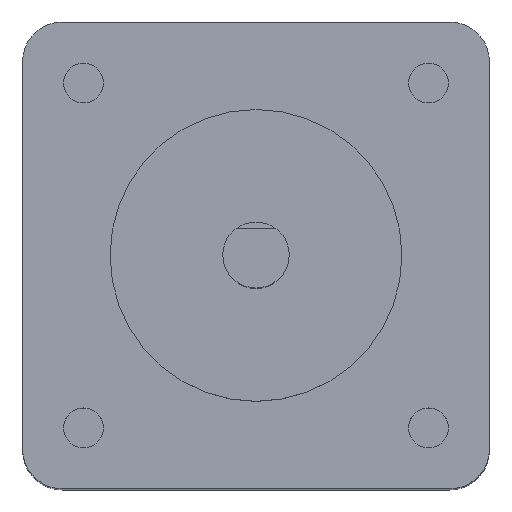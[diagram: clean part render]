
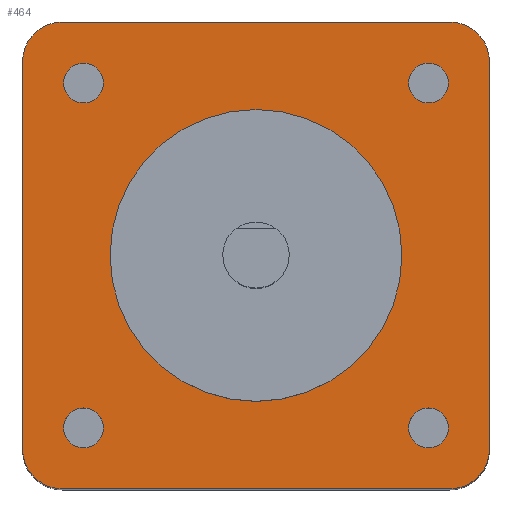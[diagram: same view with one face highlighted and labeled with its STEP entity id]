
A CAD part, top view. The second image highlights one B-rep face of the part: STEP entity #464.
In plain terms, the highlighted planar face has unit normal (0, 0, 1).
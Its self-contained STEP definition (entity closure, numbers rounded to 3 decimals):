
#119=CARTESIAN_POINT('',(11.,-0.,47.5));
#120=VERTEX_POINT('',#119);
#127=CARTESIAN_POINT('',(-11.,-0.,47.5));
#128=VERTEX_POINT('',#127);
#129=CARTESIAN_POINT('',(-0.,-0.,47.5));
#130=DIRECTION('',(0.,0.,1.));
#131=DIRECTION('',(-1.,0.,0.));
#132=AXIS2_PLACEMENT_3D('',#129,#130,#131);
#133=CIRCLE('',#132,11.);
#134=EDGE_CURVE('',#120,#128,#133,.T.);
#161=CARTESIAN_POINT('',(-14.5,-13.,47.5));
#162=VERTEX_POINT('',#161);
#169=CARTESIAN_POINT('',(-11.5,-13.,47.5));
#170=VERTEX_POINT('',#169);
#171=CARTESIAN_POINT('',(-13.,-13.,47.5));
#172=DIRECTION('',(0.,0.,1.));
#173=DIRECTION('',(1.,0.,-0.));
#174=AXIS2_PLACEMENT_3D('',#171,#172,#173);
#175=CIRCLE('',#174,1.5);
#176=EDGE_CURVE('',#162,#170,#175,.T.);
#203=CARTESIAN_POINT('',(11.5,-13.,47.5));
#204=VERTEX_POINT('',#203);
#211=CARTESIAN_POINT('',(14.5,-13.,47.5));
#212=VERTEX_POINT('',#211);
#213=CARTESIAN_POINT('',(13.,-13.,47.5));
#214=DIRECTION('',(0.,0.,1.));
#215=DIRECTION('',(1.,0.,-0.));
#216=AXIS2_PLACEMENT_3D('',#213,#214,#215);
#217=CIRCLE('',#216,1.5);
#218=EDGE_CURVE('',#204,#212,#217,.T.);
#245=CARTESIAN_POINT('',(-14.5,13.,47.5));
#246=VERTEX_POINT('',#245);
#253=CARTESIAN_POINT('',(-11.5,13.,47.5));
#254=VERTEX_POINT('',#253);
#255=CARTESIAN_POINT('',(-13.,13.,47.5));
#256=DIRECTION('',(0.,0.,1.));
#257=DIRECTION('',(1.,0.,-0.));
#258=AXIS2_PLACEMENT_3D('',#255,#256,#257);
#259=CIRCLE('',#258,1.5);
#260=EDGE_CURVE('',#246,#254,#259,.T.);
#287=CARTESIAN_POINT('',(11.5,13.,47.5));
#288=VERTEX_POINT('',#287);
#295=CARTESIAN_POINT('',(14.5,13.,47.5));
#296=VERTEX_POINT('',#295);
#297=CARTESIAN_POINT('',(13.,13.,47.5));
#298=DIRECTION('',(0.,0.,1.));
#299=DIRECTION('',(1.,0.,-0.));
#300=AXIS2_PLACEMENT_3D('',#297,#298,#299);
#301=CIRCLE('',#300,1.5);
#302=EDGE_CURVE('',#288,#296,#301,.T.);
#339=CARTESIAN_POINT('',(17.6,17.6,47.5));
#340=DIRECTION('',(0.,0.,-1.));
#341=DIRECTION('',(-1.,0.,0.));
#342=AXIS2_PLACEMENT_3D('',#339,#340,#341);
#343=PLANE('',#342);
#344=CARTESIAN_POINT('',(14.6,17.6,47.5));
#345=VERTEX_POINT('',#344);
#346=CARTESIAN_POINT('',(-14.6,17.6,47.5));
#347=VERTEX_POINT('',#346);
#348=CARTESIAN_POINT('',(14.6,17.6,47.5));
#349=DIRECTION('',(-1.,0.,0.));
#350=VECTOR('',#349,29.2);
#351=LINE('',#348,#350);
#352=EDGE_CURVE('',#345,#347,#351,.T.);
#353=ORIENTED_EDGE('',*,*,#352,.T.);
#354=CARTESIAN_POINT('',(-17.6,14.6,47.5));
#355=VERTEX_POINT('',#354);
#356=CARTESIAN_POINT('',(-14.6,14.6,47.5));
#357=DIRECTION('',(0.,0.,1.));
#358=DIRECTION('',(-1.,0.,0.));
#359=AXIS2_PLACEMENT_3D('',#356,#357,#358);
#360=CIRCLE('',#359,3.);
#361=EDGE_CURVE('',#347,#355,#360,.T.);
#362=ORIENTED_EDGE('',*,*,#361,.T.);
#363=CARTESIAN_POINT('',(-17.6,-14.6,47.5));
#364=VERTEX_POINT('',#363);
#365=CARTESIAN_POINT('',(-17.6,14.6,47.5));
#366=DIRECTION('',(0.,-1.,0.));
#367=VECTOR('',#366,29.2);
#368=LINE('',#365,#367);
#369=EDGE_CURVE('',#355,#364,#368,.T.);
#370=ORIENTED_EDGE('',*,*,#369,.T.);
#371=CARTESIAN_POINT('',(-14.6,-17.6,47.5));
#372=VERTEX_POINT('',#371);
#373=CARTESIAN_POINT('',(-14.6,-14.6,47.5));
#374=DIRECTION('',(0.,0.,1.));
#375=DIRECTION('',(-1.,0.,0.));
#376=AXIS2_PLACEMENT_3D('',#373,#374,#375);
#377=CIRCLE('',#376,3.);
#378=EDGE_CURVE('',#364,#372,#377,.T.);
#379=ORIENTED_EDGE('',*,*,#378,.T.);
#380=CARTESIAN_POINT('',(14.6,-17.6,47.5));
#381=VERTEX_POINT('',#380);
#382=CARTESIAN_POINT('',(-14.6,-17.6,47.5));
#383=DIRECTION('',(1.,0.,-0.));
#384=VECTOR('',#383,29.2);
#385=LINE('',#382,#384);
#386=EDGE_CURVE('',#372,#381,#385,.T.);
#387=ORIENTED_EDGE('',*,*,#386,.T.);
#388=CARTESIAN_POINT('',(17.6,-14.6,47.5));
#389=VERTEX_POINT('',#388);
#390=CARTESIAN_POINT('',(14.6,-14.6,47.5));
#391=DIRECTION('',(0.,0.,1.));
#392=DIRECTION('',(-1.,0.,0.));
#393=AXIS2_PLACEMENT_3D('',#390,#391,#392);
#394=CIRCLE('',#393,3.);
#395=EDGE_CURVE('',#381,#389,#394,.T.);
#396=ORIENTED_EDGE('',*,*,#395,.T.);
#397=CARTESIAN_POINT('',(17.6,14.6,47.5));
#398=VERTEX_POINT('',#397);
#399=CARTESIAN_POINT('',(17.6,-14.6,47.5));
#400=DIRECTION('',(0.,1.,0.));
#401=VECTOR('',#400,29.2);
#402=LINE('',#399,#401);
#403=EDGE_CURVE('',#389,#398,#402,.T.);
#404=ORIENTED_EDGE('',*,*,#403,.T.);
#405=CARTESIAN_POINT('',(14.6,14.6,47.5));
#406=DIRECTION('',(0.,0.,1.));
#407=DIRECTION('',(-1.,0.,0.));
#408=AXIS2_PLACEMENT_3D('',#405,#406,#407);
#409=CIRCLE('',#408,3.);
#410=EDGE_CURVE('',#398,#345,#409,.T.);
#411=ORIENTED_EDGE('',*,*,#410,.T.);
#412=EDGE_LOOP('',(#353,#362,#370,#379,#387,#396,#404,#411));
#413=FACE_BOUND('',#412,.T.);
#414=CARTESIAN_POINT('',(13.,13.,47.5));
#415=DIRECTION('',(0.,0.,1.));
#416=DIRECTION('',(1.,0.,-0.));
#417=AXIS2_PLACEMENT_3D('',#414,#415,#416);
#418=CIRCLE('',#417,1.5);
#419=EDGE_CURVE('',#296,#288,#418,.T.);
#420=ORIENTED_EDGE('',*,*,#419,.F.);
#421=ORIENTED_EDGE('',*,*,#302,.F.);
#422=EDGE_LOOP('',(#420,#421));
#423=FACE_BOUND('',#422,.T.);
#424=CARTESIAN_POINT('',(-13.,13.,47.5));
#425=DIRECTION('',(0.,0.,1.));
#426=DIRECTION('',(1.,0.,-0.));
#427=AXIS2_PLACEMENT_3D('',#424,#425,#426);
#428=CIRCLE('',#427,1.5);
#429=EDGE_CURVE('',#254,#246,#428,.T.);
#430=ORIENTED_EDGE('',*,*,#429,.F.);
#431=ORIENTED_EDGE('',*,*,#260,.F.);
#432=EDGE_LOOP('',(#430,#431));
#433=FACE_BOUND('',#432,.T.);
#434=CARTESIAN_POINT('',(13.,-13.,47.5));
#435=DIRECTION('',(0.,0.,1.));
#436=DIRECTION('',(1.,0.,-0.));
#437=AXIS2_PLACEMENT_3D('',#434,#435,#436);
#438=CIRCLE('',#437,1.5);
#439=EDGE_CURVE('',#212,#204,#438,.T.);
#440=ORIENTED_EDGE('',*,*,#439,.F.);
#441=ORIENTED_EDGE('',*,*,#218,.F.);
#442=EDGE_LOOP('',(#440,#441));
#443=FACE_BOUND('',#442,.T.);
#444=CARTESIAN_POINT('',(-13.,-13.,47.5));
#445=DIRECTION('',(0.,0.,1.));
#446=DIRECTION('',(1.,0.,-0.));
#447=AXIS2_PLACEMENT_3D('',#444,#445,#446);
#448=CIRCLE('',#447,1.5);
#449=EDGE_CURVE('',#170,#162,#448,.T.);
#450=ORIENTED_EDGE('',*,*,#449,.F.);
#451=ORIENTED_EDGE('',*,*,#176,.F.);
#452=EDGE_LOOP('',(#450,#451));
#453=FACE_BOUND('',#452,.T.);
#454=CARTESIAN_POINT('',(-0.,-0.,47.5));
#455=DIRECTION('',(0.,0.,1.));
#456=DIRECTION('',(-1.,0.,0.));
#457=AXIS2_PLACEMENT_3D('',#454,#455,#456);
#458=CIRCLE('',#457,11.);
#459=EDGE_CURVE('',#128,#120,#458,.T.);
#460=ORIENTED_EDGE('',*,*,#459,.F.);
#461=ORIENTED_EDGE('',*,*,#134,.F.);
#462=EDGE_LOOP('',(#460,#461));
#463=FACE_BOUND('',#462,.T.);
#464=ADVANCED_FACE('NONE',(#413,#423,#433,#443,#453,#463),#343,.F.);
